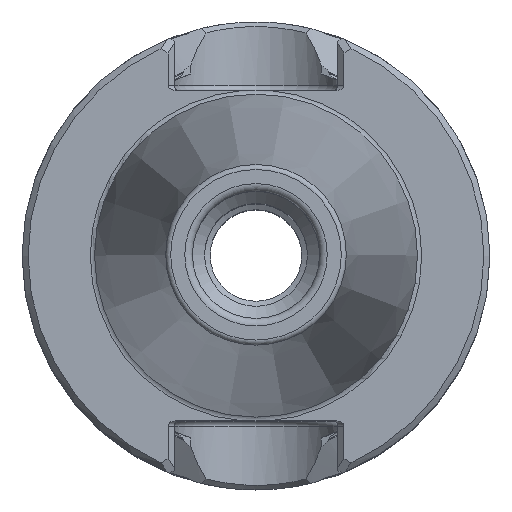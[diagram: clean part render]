
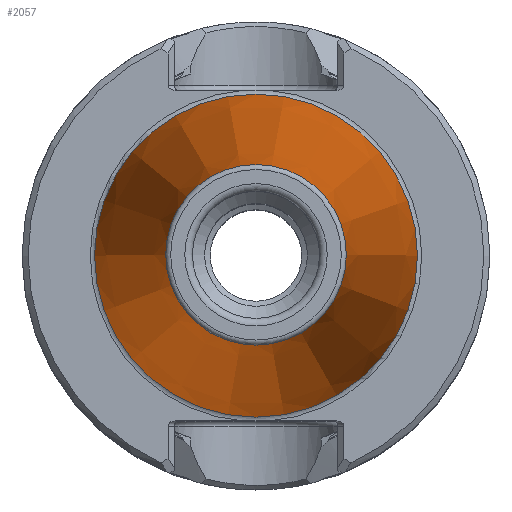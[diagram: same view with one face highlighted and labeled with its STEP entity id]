
A CAD part, top view. The second image highlights one B-rep face of the part: STEP entity #2057.
In plain terms, the highlighted conical face has half-angle 8.297 degrees and reference radius 8.879 mm.
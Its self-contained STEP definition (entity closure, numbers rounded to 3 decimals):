
#262=CONICAL_SURFACE('',#2164,8.879,0.145);
#288=ORIENTED_EDGE('',*,*,#696,.T.);
#289=ORIENTED_EDGE('',*,*,#695,.F.);
#695=EDGE_CURVE('',#900,#900,#1045,.T.);
#696=EDGE_CURVE('',#901,#901,#1046,.T.);
#900=VERTEX_POINT('',#2743);
#901=VERTEX_POINT('',#2746);
#1045=CIRCLE('',#2163,8.879);
#1046=CIRCLE('',#2165,15.876);
#1111=EDGE_LOOP('',(#288));
#1112=EDGE_LOOP('',(#289));
#1239=FACE_BOUND('',#1111,.T.);
#1240=FACE_BOUND('',#1112,.T.);
#2057=ADVANCED_FACE('',(#1239,#1240),#262,.T.);
#2163=AXIS2_PLACEMENT_3D('',#2742,#2348,#2349);
#2164=AXIS2_PLACEMENT_3D('',#2744,#2350,#2351);
#2165=AXIS2_PLACEMENT_3D('',#2745,#2352,#2353);
#2348=DIRECTION('',(0.,0.,1.));
#2349=DIRECTION('',(1.,0.,0.));
#2350=DIRECTION('',(0.,0.,-1.));
#2351=DIRECTION('',(-1.,0.,0.));
#2352=DIRECTION('',(0.,0.,1.));
#2353=DIRECTION('',(1.,0.,0.));
#2742=CARTESIAN_POINT('',(0.,0.,47.972));
#2743=CARTESIAN_POINT('',(8.879,0.,47.972));
#2744=CARTESIAN_POINT('',(0.,0.,47.972));
#2745=CARTESIAN_POINT('',(0.,0.,-0.009));
#2746=CARTESIAN_POINT('',(15.876,0.,-0.009));
